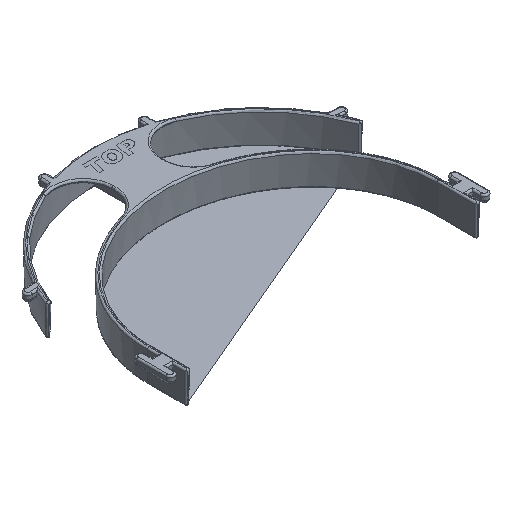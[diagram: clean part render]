
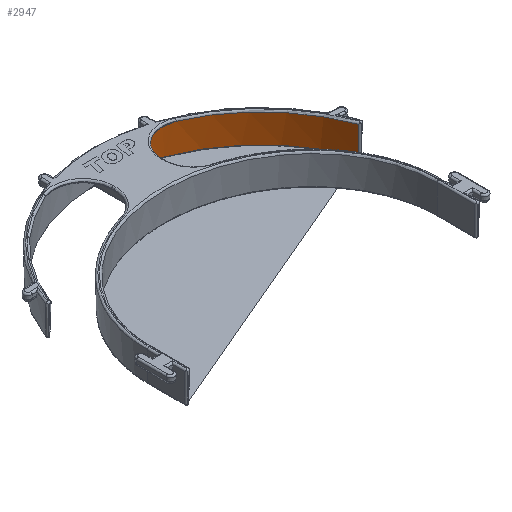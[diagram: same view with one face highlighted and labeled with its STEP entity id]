
A CAD part, isometric view. The second image highlights one B-rep face of the part: STEP entity #2947.
In plain terms, the highlighted conical face has half-angle 1.3 degrees and reference radius 97.5 mm.
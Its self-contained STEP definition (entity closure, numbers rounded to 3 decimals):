
#20 = CARTESIAN_POINT ( 'NONE',  ( 935.69, 11.053, 8. ) ) ;
#408 = EDGE_LOOP ( 'NONE', ( #5343, #1438, #4716, #5492, #1002, #3541, #2636 ) ) ;
#769 = VERTEX_POINT ( 'NONE', #6908 ) ;
#1002 = ORIENTED_EDGE ( 'NONE', *, *, #8663, .T. ) ;
#1280 = CARTESIAN_POINT ( 'NONE',  ( 935.866, 11.427, -4.985 ) ) ;
#1303 = CIRCLE ( 'NONE', #4193, 97.48 ) ;
#1365 = CARTESIAN_POINT ( 'NONE',  ( 883.246, 66.729, 7.869 ) ) ;
#1437 = CARTESIAN_POINT ( 'NONE',  ( 846.258, 74.796, 7. ) ) ;
#1438 = ORIENTED_EDGE ( 'NONE', *, *, #5092, .T. ) ;
#1508 = CARTESIAN_POINT ( 'NONE',  ( 883.25, 66.725, 7.956 ) ) ;
#1631 = VERTEX_POINT ( 'NONE', #5977 ) ;
#1830 = DIRECTION ( 'NONE',  ( 0., 0., -1. ) ) ;
#1908 = VERTEX_POINT ( 'NONE', #8755 ) ;
#2127 = CARTESIAN_POINT ( 'NONE',  ( 883.252, 66.723, 8. ) ) ;
#2143 = CARTESIAN_POINT ( 'NONE',  ( 935.765, 11.212, 2.503 ) ) ;
#2178 = CARTESIAN_POINT ( 'NONE',  ( 935.834, 11.359, -2.615 ) ) ;
#2225 = CARTESIAN_POINT ( 'NONE',  ( 878.096, 68.819, 7. ) ) ;
#2636 = ORIENTED_EDGE ( 'NONE', *, *, #4675, .T. ) ;
#2857 = CARTESIAN_POINT ( 'NONE',  ( 844.508, -22.303, 7. ) ) ;
#2860 = CARTESIAN_POINT ( 'NONE',  ( 881.405, 67.524, 7.454 ) ) ;
#2872 = DIRECTION ( 'NONE',  ( 0., 0., -1. ) ) ;
#2942 = CARTESIAN_POINT ( 'NONE',  ( 880., 68.09, 7.208 ) ) ;
#2947 = ADVANCED_FACE ( 'NONE', ( #5260 ), #3799, .F. ) ;
#3002 = DIRECTION ( 'NONE',  ( 0., 0., 1. ) ) ;
#3058 = AXIS2_PLACEMENT_3D ( 'NONE', #8306, #2872, #4335 ) ;
#3249 = VERTEX_POINT ( 'NONE', #5817 ) ;
#3401 = VERTEX_POINT ( 'NONE', #1365 ) ;
#3541 = ORIENTED_EDGE ( 'NONE', *, *, #5856, .T. ) ;
#3659 = CARTESIAN_POINT ( 'NONE',  ( 935.899, 11.495, -7.354 ) ) ;
#3719 = B_SPLINE_CURVE_WITH_KNOTS ( 'NONE', 3,
 ( #8507, #6944, #2860, #2942, #10098, #8473, #2225, #9306 ),
 .UNSPECIFIED., .F., .F.,
 ( 4, 2, 2, 4 ),
 ( 0., 0.003, 0.005, 0.006 ),
 .UNSPECIFIED. ) ;
#3766 = CARTESIAN_POINT ( 'NONE',  ( 935.802, 11.291, -0.246 ) ) ;
#3799 = CONICAL_SURFACE ( 'NONE', #3058, 97.5, 0.023 ) ;
#3977 = EDGE_CURVE ( 'NONE', #3249, #9002, #6948, .T. ) ;
#4193 = AXIS2_PLACEMENT_3D ( 'NONE', #6534, #1830, #7341 ) ;
#4335 = DIRECTION ( 'NONE',  ( -1., 0., 0. ) ) ;
#4353 = CIRCLE ( 'NONE', #5042, 97.091 ) ;
#4416 = VERTEX_POINT ( 'NONE', #8669 ) ;
#4675 = EDGE_CURVE ( 'NONE', #1908, #4416, #9531, .T. ) ;
#4716 = ORIENTED_EDGE ( 'NONE', *, *, #3977, .T. ) ;
#4758 = EDGE_CURVE ( 'NONE', #1631, #4416, #9269, .T. ) ;
#5042 = AXIS2_PLACEMENT_3D ( 'NONE', #6392, #8741, #7998 ) ;
#5092 = EDGE_CURVE ( 'NONE', #1631, #3249, #1303, .T. ) ;
#5150 = CARTESIAN_POINT ( 'NONE',  ( 935.69, 11.053, 8. ) ) ;
#5219 = CARTESIAN_POINT ( 'NONE',  ( 935.727, 11.132, 5.251 ) ) ;
#5237 = CARTESIAN_POINT ( 'NONE',  ( 845.883, 75.046, -3.744 ) ) ;
#5260 = FACE_OUTER_BOUND ( 'NONE', #408, .T. ) ;
#5307 = CARTESIAN_POINT ( 'NONE',  ( 846.071, 74.921, 1.633 ) ) ;
#5343 = ORIENTED_EDGE ( 'NONE', *, *, #4758, .F. ) ;
#5375 = CARTESIAN_POINT ( 'NONE',  ( 845.695, 75.17, -9.131 ) ) ;
#5449 = CARTESIAN_POINT ( 'NONE',  ( 883.248, 66.727, 7.913 ) ) ;
#5492 = ORIENTED_EDGE ( 'NONE', *, *, #7306, .F. ) ;
#5817 = CARTESIAN_POINT ( 'NONE',  ( 935.923, 11.547, -9.131 ) ) ;
#5856 = EDGE_CURVE ( 'NONE', #3401, #1908, #3719, .T. ) ;
#5977 = CARTESIAN_POINT ( 'NONE',  ( 845.695, 75.17, -9.131 ) ) ;
#6016 = CARTESIAN_POINT ( 'NONE',  ( 883.246, 66.729, 7.869 ) ) ;
#6392 = CARTESIAN_POINT ( 'NONE',  ( 844.508, -22.303, 8. ) ) ;
#6534 = CARTESIAN_POINT ( 'NONE',  ( 844.508, -22.303, -9.131 ) ) ;
#6702 = B_SPLINE_CURVE_WITH_KNOTS ( 'NONE', 3,
 ( #2127, #1508, #5449, #6016 ),
 .UNSPECIFIED., .F., .F.,
 ( 4, 4 ),
 ( 0.001, 0.001 ),
 .UNSPECIFIED. ) ;
#6908 = CARTESIAN_POINT ( 'NONE',  ( 883.252, 66.723, 8. ) ) ;
#6944 = CARTESIAN_POINT ( 'NONE',  ( 882.329, 67.133, 7.661 ) ) ;
#6948 = B_SPLINE_CURVE_WITH_KNOTS ( 'NONE', 3,
 ( #8386, #9147, #7697, #3659, #1280, #2178, #3766, #2143, #5219, #5150 ),
 .UNSPECIFIED., .F., .F.,
 ( 4, 3, 3, 4 ),
 ( 0., 0.002, 0.009, 0.017 ),
 .UNSPECIFIED. ) ;
#7306 = EDGE_CURVE ( 'NONE', #769, #9002, #4353, .T. ) ;
#7341 = DIRECTION ( 'NONE',  ( -1., 0., 0. ) ) ;
#7697 = CARTESIAN_POINT ( 'NONE',  ( 935.907, 11.512, -7.946 ) ) ;
#7998 = DIRECTION ( 'NONE',  ( 1., 0., 0. ) ) ;
#8306 = CARTESIAN_POINT ( 'NONE',  ( 844.508, -22.303, -10. ) ) ;
#8386 = CARTESIAN_POINT ( 'NONE',  ( 935.923, 11.547, -9.131 ) ) ;
#8401 = DIRECTION ( 'NONE',  ( -1., 0., 0. ) ) ;
#8473 = CARTESIAN_POINT ( 'NONE',  ( 878.575, 68.641, 7.033 ) ) ;
#8507 = CARTESIAN_POINT ( 'NONE',  ( 883.246, 66.729, 7.869 ) ) ;
#8663 = EDGE_CURVE ( 'NONE', #769, #3401, #6702, .T. ) ;
#8669 = CARTESIAN_POINT ( 'NONE',  ( 846.258, 74.796, 7. ) ) ;
#8741 = DIRECTION ( 'NONE',  ( 0., 0., -1. ) ) ;
#8755 = CARTESIAN_POINT ( 'NONE',  ( 877.614, 68.994, 7. ) ) ;
#9002 = VERTEX_POINT ( 'NONE', #20 ) ;
#9147 = CARTESIAN_POINT ( 'NONE',  ( 935.915, 11.53, -8.539 ) ) ;
#9269 =( BOUNDED_CURVE ( )  B_SPLINE_CURVE ( 3, ( #5375, #5237, #5307, #1437 ),
 .UNSPECIFIED., .F., .F. ) 
 B_SPLINE_CURVE_WITH_KNOTS ( ( 4, 4 ),
 ( 2.287, 2.292 ),
 .UNSPECIFIED. ) 
 CURVE ( )  GEOMETRIC_REPRESENTATION_ITEM ( )  RATIONAL_B_SPLINE_CURVE ( ( 1., 1., 1., 1. ) ) 
 REPRESENTATION_ITEM ( '' )  );
#9306 = CARTESIAN_POINT ( 'NONE',  ( 877.614, 68.994, 7. ) ) ;
#9531 = CIRCLE ( 'NONE', #9644, 97.114 ) ;
#9644 = AXIS2_PLACEMENT_3D ( 'NONE', #2857, #3002, #8401 ) ;
#10098 = CARTESIAN_POINT ( 'NONE',  ( 879.527, 68.276, 7.137 ) ) ;
